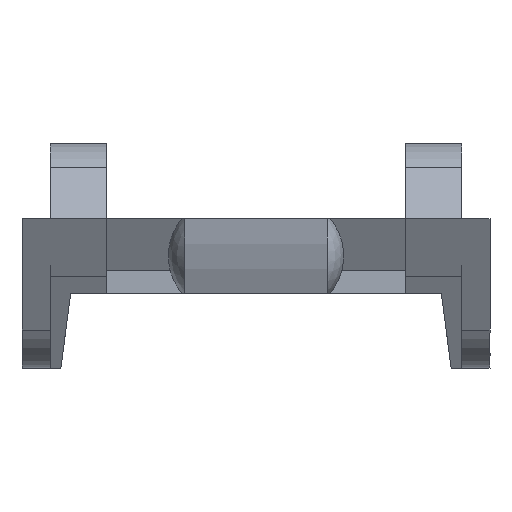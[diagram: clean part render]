
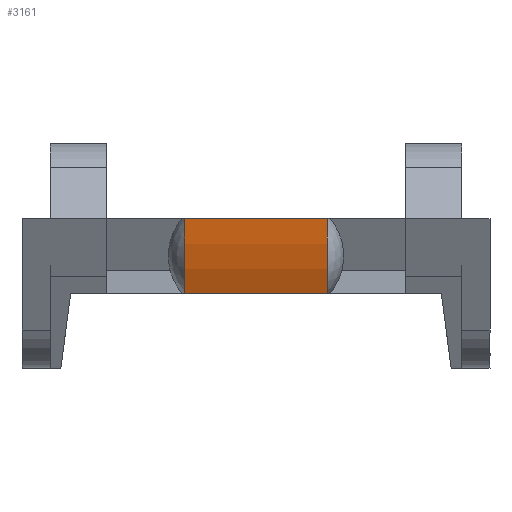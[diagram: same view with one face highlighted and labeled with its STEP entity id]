
A CAD part, front view. The second image highlights one B-rep face of the part: STEP entity #3161.
In plain terms, the highlighted cylindrical face has radius 6.107 mm (diameter 12.214 mm), a partial arc.
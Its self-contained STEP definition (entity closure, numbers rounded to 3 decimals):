
#3126=AXIS2_PLACEMENT_3D('Circle Axis2P3D',#3124,#3125,$) ;
#3139=AXIS2_PLACEMENT_3D('Circle Axis2P3D',#3137,#3138,$) ;
#3153=AXIS2_PLACEMENT_3D('Cylinder Axis2P3D',#3150,#3151,#3152) ;
#191=CARTESIAN_POINT('Vertex',(4.35,1.405,4.)) ;
#194=CARTESIAN_POINT('Line Origine',(6.25,1.405,4.)) ;
#198=CARTESIAN_POINT('Vertex',(8.15,1.405,4.)) ;
#2999=CARTESIAN_POINT('Vertex',(8.15,1.92,2.)) ;
#3002=CARTESIAN_POINT('Line Origine',(6.25,1.92,2.)) ;
#3006=CARTESIAN_POINT('Vertex',(4.35,1.92,2.)) ;
#3124=CARTESIAN_POINT('Axis2P3D Location',(8.15,7.492,4.5)) ;
#3137=CARTESIAN_POINT('Axis2P3D Location',(4.35,7.492,4.5)) ;
#3150=CARTESIAN_POINT('Axis2P3D Location',(6.25,7.492,4.5)) ;
#195=DIRECTION('Vector Direction',(1.,0.,0.)) ;
#3003=DIRECTION('Vector Direction',(1.,0.,0.)) ;
#3125=DIRECTION('Axis2P3D Direction',(-1.,0.,0.)) ;
#3138=DIRECTION('Axis2P3D Direction',(-1.,0.,0.)) ;
#3151=DIRECTION('Axis2P3D Direction',(-1.,0.,0.)) ;
#3152=DIRECTION('Axis2P3D XDirection',(0.,-0.912,-0.409)) ;
#196=VECTOR('Line Direction',#195,1.) ;
#3004=VECTOR('Line Direction',#3003,1.) ;
#3156=ORIENTED_EDGE('',*,*,#3141,.F.) ;
#3157=ORIENTED_EDGE('',*,*,#3008,.T.) ;
#3158=ORIENTED_EDGE('',*,*,#3128,.T.) ;
#3159=ORIENTED_EDGE('',*,*,#200,.F.) ;
#3161=ADVANCED_FACE('COVER',(#3160),#3154,.T.) ;
#3127=CIRCLE('generated circle',#3126,6.107) ;
#3140=CIRCLE('generated circle',#3139,6.107) ;
#3154=CYLINDRICAL_SURFACE('generated cylinder',#3153,6.107) ;
#200=EDGE_CURVE('',#192,#199,#197,.T.) ;
#3008=EDGE_CURVE('',#3007,#3000,#3005,.T.) ;
#3128=EDGE_CURVE('',#3000,#199,#3127,.T.) ;
#3141=EDGE_CURVE('',#3007,#192,#3140,.T.) ;
#3155=EDGE_LOOP('',(#3156,#3157,#3158,#3159)) ;
#3160=FACE_OUTER_BOUND('',#3155,.T.) ;
#197=LINE('Line',#194,#196) ;
#3005=LINE('Line',#3002,#3004) ;
#192=VERTEX_POINT('',#191) ;
#199=VERTEX_POINT('',#198) ;
#3000=VERTEX_POINT('',#2999) ;
#3007=VERTEX_POINT('',#3006) ;
